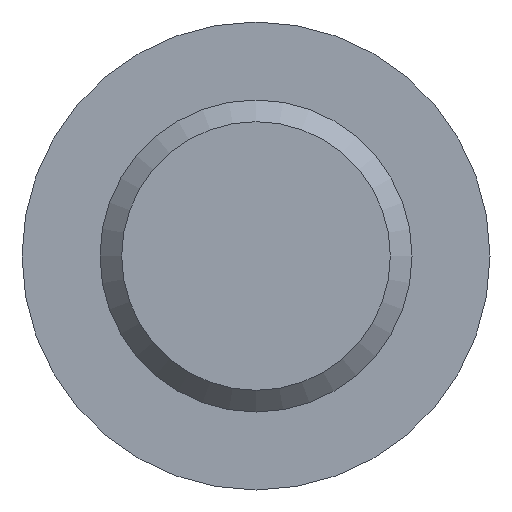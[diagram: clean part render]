
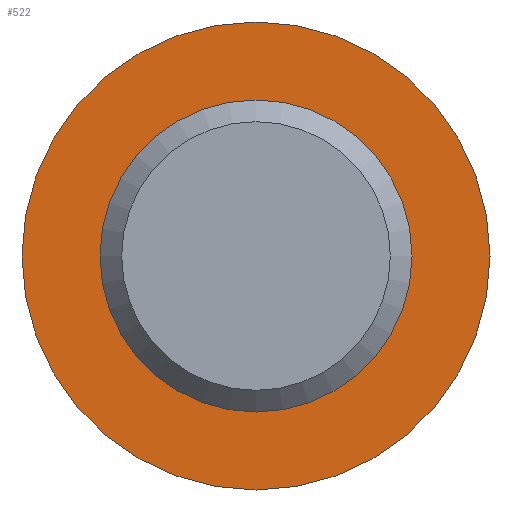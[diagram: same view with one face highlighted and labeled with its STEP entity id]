
A CAD part, front view. The second image highlights one B-rep face of the part: STEP entity #522.
In plain terms, the highlighted planar face has unit normal (0, -1, 0).
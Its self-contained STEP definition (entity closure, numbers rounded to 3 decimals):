
#37 = EDGE_CURVE ( 'NONE', #339, #339, #313, .T. ) ;
#59 = CARTESIAN_POINT ( 'NONE',  ( -9., 25., 0. ) ) ;
#94 = CARTESIAN_POINT ( 'NONE',  ( 0., 25., 0. ) ) ;
#98 = FACE_BOUND ( 'NONE', #151, .T. ) ;
#102 = DIRECTION ( 'NONE',  ( 0., 0., -1. ) ) ;
#131 = AXIS2_PLACEMENT_3D ( 'NONE', #477, #251, #102 ) ;
#151 = EDGE_LOOP ( 'NONE', ( #456 ) ) ;
#206 = AXIS2_PLACEMENT_3D ( 'NONE', #59, #521, #218 ) ;
#218 = DIRECTION ( 'NONE',  ( 0., 0., 1. ) ) ;
#238 = CIRCLE ( 'NONE', #317, 13.5 ) ;
#251 = DIRECTION ( 'NONE',  ( 0., -1., 0. ) ) ;
#257 = PLANE ( 'NONE',  #206 ) ;
#286 = VERTEX_POINT ( 'NONE', #468 ) ;
#313 = CIRCLE ( 'NONE', #131, 9. ) ;
#317 = AXIS2_PLACEMENT_3D ( 'NONE', #94, #352, #337 ) ;
#337 = DIRECTION ( 'NONE',  ( 0., 0., -1. ) ) ;
#339 = VERTEX_POINT ( 'NONE', #422 ) ;
#351 = FACE_OUTER_BOUND ( 'NONE', #365, .T. ) ;
#352 = DIRECTION ( 'NONE',  ( 0., -1., 0. ) ) ;
#365 = EDGE_LOOP ( 'NONE', ( #501 ) ) ;
#396 = EDGE_CURVE ( 'NONE', #286, #286, #238, .T. ) ;
#422 = CARTESIAN_POINT ( 'NONE',  ( 0., 25., -9. ) ) ;
#456 = ORIENTED_EDGE ( 'NONE', *, *, #37, .F. ) ;
#468 = CARTESIAN_POINT ( 'NONE',  ( 0., 25., -13.5 ) ) ;
#477 = CARTESIAN_POINT ( 'NONE',  ( 0., 25., 0. ) ) ;
#501 = ORIENTED_EDGE ( 'NONE', *, *, #396, .T. ) ;
#521 = DIRECTION ( 'NONE',  ( 0., 1., 0. ) ) ;
#522 = ADVANCED_FACE ( 'NONE', ( #98, #351 ), #257, .F. ) ;
